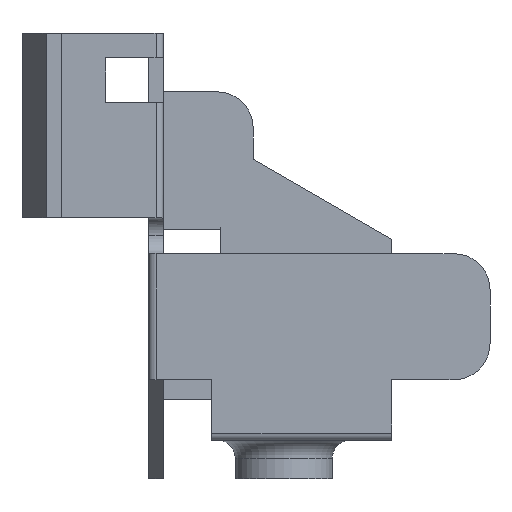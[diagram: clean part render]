
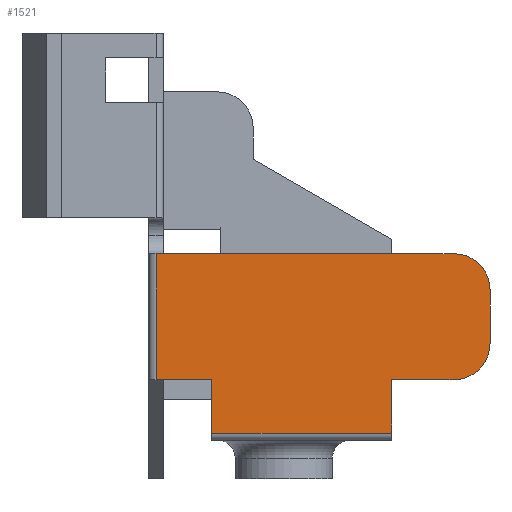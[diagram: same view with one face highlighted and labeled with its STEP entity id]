
A CAD part, left-side view. The second image highlights one B-rep face of the part: STEP entity #1521.
In plain terms, the highlighted planar face has unit normal (-1, 0, 0).
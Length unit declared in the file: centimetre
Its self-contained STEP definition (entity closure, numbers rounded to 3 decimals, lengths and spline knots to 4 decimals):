
#72=CIRCLE($,#1612,0.2);
#73=CIRCLE($,#1613,0.2);
#122=FACE_OUTER_BOUND($,#202,.T.);
#202=EDGE_LOOP($,(#1056,#1057,#1058,#1059,#1060,#1061,#1062,#1063,#1064,
#1065,#1066,#1067));
#304=LINE($,#2197,#474);
#326=LINE($,#2249,#496);
#327=LINE($,#2253,#497);
#328=LINE($,#2255,#498);
#329=LINE($,#2257,#499);
#330=LINE($,#2259,#500);
#331=LINE($,#2261,#501);
#332=LINE($,#2265,#502);
#333=LINE($,#2269,#503);
#334=LINE($,#2270,#504);
#474=VECTOR($,#1750,0.04);
#496=VECTOR($,#1784,0.7);
#497=VECTOR($,#1789,0.27);
#498=VECTOR($,#1790,0.297);
#499=VECTOR($,#1791,1.);
#500=VECTOR($,#1792,0.297);
#501=VECTOR($,#1793,0.347);
#502=VECTOR($,#1796,0.3);
#503=VECTOR($,#1799,1.617);
#504=VECTOR($,#1800,0.04);
#643=VERTEX_POINT($,#2194);
#644=VERTEX_POINT($,#2196);
#668=VERTEX_POINT($,#2248);
#669=VERTEX_POINT($,#2252);
#670=VERTEX_POINT($,#2254);
#671=VERTEX_POINT($,#2256);
#672=VERTEX_POINT($,#2258);
#673=VERTEX_POINT($,#2260);
#674=VERTEX_POINT($,#2262);
#675=VERTEX_POINT($,#2264);
#676=VERTEX_POINT($,#2266);
#677=VERTEX_POINT($,#2268);
#798=EDGE_CURVE($,#644,#643,#304,.T.);
#824=EDGE_CURVE($,#644,#668,#326,.T.);
#826=EDGE_CURVE($,#669,#643,#327,.F.);
#827=EDGE_CURVE($,#669,#670,#328,.F.);
#828=EDGE_CURVE($,#671,#670,#329,.T.);
#829=EDGE_CURVE($,#671,#672,#330,.F.);
#830=EDGE_CURVE($,#673,#672,#331,.F.);
#831=EDGE_CURVE($,#674,#673,#72,.T.);
#832=EDGE_CURVE($,#675,#674,#332,.F.);
#833=EDGE_CURVE($,#676,#675,#73,.T.);
#834=EDGE_CURVE($,#677,#676,#333,.T.);
#835=EDGE_CURVE($,#677,#668,#334,.T.);
#1056=ORIENTED_EDGE($,*,*,#798,.T.);
#1057=ORIENTED_EDGE($,*,*,#826,.F.);
#1058=ORIENTED_EDGE($,*,*,#827,.T.);
#1059=ORIENTED_EDGE($,*,*,#828,.F.);
#1060=ORIENTED_EDGE($,*,*,#829,.T.);
#1061=ORIENTED_EDGE($,*,*,#830,.F.);
#1062=ORIENTED_EDGE($,*,*,#831,.F.);
#1063=ORIENTED_EDGE($,*,*,#832,.F.);
#1064=ORIENTED_EDGE($,*,*,#833,.F.);
#1065=ORIENTED_EDGE($,*,*,#834,.F.);
#1066=ORIENTED_EDGE($,*,*,#835,.T.);
#1067=ORIENTED_EDGE($,*,*,#824,.F.);
#1469=PLANE($,#1611);
#1521=ADVANCED_FACE($,(#122),#1469,.F.);
#1611=AXIS2_PLACEMENT_3D($,#2251,#1787,#1788);
#1612=AXIS2_PLACEMENT_3D($,#2263,#1794,#1795);
#1613=AXIS2_PLACEMENT_3D($,#2267,#1797,#1798);
#1750=DIRECTION($,(0.,-1.,0.));
#1784=DIRECTION($,(0.,0.,1.));
#1787=DIRECTION('center_axis',(1.,0.,0.));
#1788=DIRECTION('ref_axis',(0.,0.,-1.));
#1789=DIRECTION($,(0.,-1.,0.));
#1790=DIRECTION($,(0.,0.,1.));
#1791=DIRECTION($,(0.,1.,0.));
#1792=DIRECTION($,(0.,0.,-1.));
#1793=DIRECTION($,(0.,-1.,0.));
#1794=DIRECTION('center_axis',(1.,0.,0.));
#1795=DIRECTION('ref_axis',(0.,-0.707,-0.707));
#1796=DIRECTION($,(0.,0.,1.));
#1797=DIRECTION('center_axis',(1.,0.,0.));
#1798=DIRECTION('ref_axis',(0.,-0.707,0.707));
#1799=DIRECTION($,(0.,-1.,0.));
#1800=DIRECTION($,(0.,1.,0.));
#2194=CARTESIAN_POINT('',(-11.416,10.96,0.55));
#2196=CARTESIAN_POINT('',(-11.416,11.,0.55));
#2197=CARTESIAN_POINT($,(-11.416,11.295,0.55));
#2248=CARTESIAN_POINT('',(-11.416,11.,1.25));
#2249=CARTESIAN_POINT($,(-11.416,11.,1.236));
#2251=CARTESIAN_POINT('Origin',(-11.416,11.,1.236));
#2252=CARTESIAN_POINT('',(-11.416,10.69,0.55));
#2253=CARTESIAN_POINT($,(-11.416,10.59,0.55));
#2254=CARTESIAN_POINT('',(-11.416,10.69,0.253));
#2255=CARTESIAN_POINT($,(-11.416,10.69,0.55));
#2256=CARTESIAN_POINT('',(-11.416,9.69,0.253));
#2257=CARTESIAN_POINT($,(-11.416,10.52,0.253));
#2258=CARTESIAN_POINT('',(-11.416,9.69,0.55));
#2259=CARTESIAN_POINT($,(-11.416,9.69,0.55));
#2260=CARTESIAN_POINT('',(-11.416,9.343,0.55));
#2261=CARTESIAN_POINT($,(-11.416,10.59,0.55));
#2262=CARTESIAN_POINT('',(-11.416,9.143,0.75));
#2263=CARTESIAN_POINT('Origin',(-11.416,9.343,0.75));
#2264=CARTESIAN_POINT('',(-11.416,9.143,1.05));
#2265=CARTESIAN_POINT($,(-11.416,9.143,1.55));
#2266=CARTESIAN_POINT('',(-11.416,9.343,1.25));
#2267=CARTESIAN_POINT('Origin',(-11.416,9.343,1.05));
#2268=CARTESIAN_POINT('',(-11.416,10.96,1.25));
#2269=CARTESIAN_POINT($,(-11.416,10.59,1.25));
#2270=CARTESIAN_POINT($,(-11.416,11.02,1.25));
